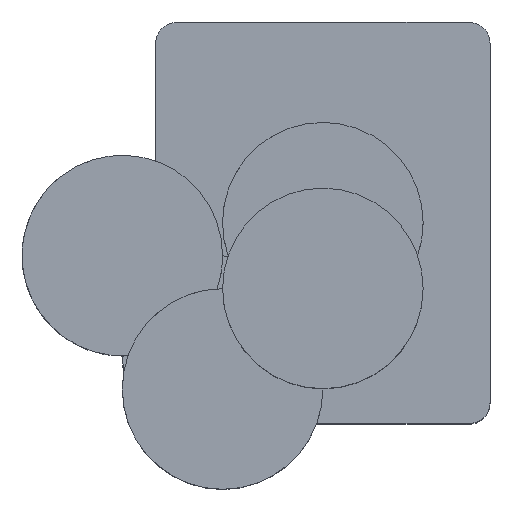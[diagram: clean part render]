
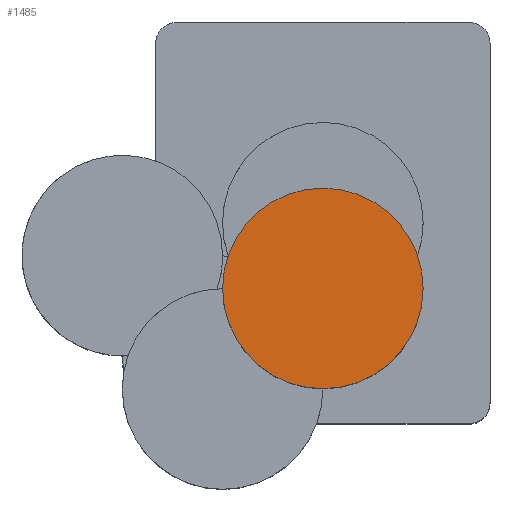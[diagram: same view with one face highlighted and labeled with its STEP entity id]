
A CAD part, top view. The second image highlights one B-rep face of the part: STEP entity #1485.
In plain terms, the highlighted planar face has unit normal (0, 0, 1).
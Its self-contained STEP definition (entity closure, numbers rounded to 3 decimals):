
#1367 = CYLINDRICAL_SURFACE('',#1368,2.4);
#1368 = AXIS2_PLACEMENT_3D('',#1369,#1370,#1371);
#1369 = CARTESIAN_POINT('',(0.,-1.6,20.8));
#1370 = DIRECTION('',(-0.,-0.,-1.));
#1371 = DIRECTION('',(1.,0.,0.));
#1434 = VERTEX_POINT('',#1435);
#1435 = CARTESIAN_POINT('',(2.4,-1.6,24.8));
#1456 = EDGE_CURVE('',#1434,#1434,#1457,.T.);
#1457 = SURFACE_CURVE('',#1458,(#1463,#1470),.PCURVE_S1.);
#1458 = CIRCLE('',#1459,2.4);
#1459 = AXIS2_PLACEMENT_3D('',#1460,#1461,#1462);
#1460 = CARTESIAN_POINT('',(0.,-1.6,24.8));
#1461 = DIRECTION('',(0.,0.,1.));
#1462 = DIRECTION('',(1.,0.,0.));
#1463 = PCURVE('',#1367,#1464);
#1464 = DEFINITIONAL_REPRESENTATION('',(#1465),#1469);
#1465 = LINE('',#1466,#1467);
#1466 = CARTESIAN_POINT('',(-0.,-4.));
#1467 = VECTOR('',#1468,1.);
#1468 = DIRECTION('',(-1.,0.));
#1469 = ( GEOMETRIC_REPRESENTATION_CONTEXT(2) 
PARAMETRIC_REPRESENTATION_CONTEXT() REPRESENTATION_CONTEXT('2D SPACE',''
  ) );
#1470 = PCURVE('',#1471,#1476);
#1471 = PLANE('',#1472);
#1472 = AXIS2_PLACEMENT_3D('',#1473,#1474,#1475);
#1473 = CARTESIAN_POINT('',(0.,-1.6,24.8));
#1474 = DIRECTION('',(0.,0.,1.));
#1475 = DIRECTION('',(1.,0.,-0.));
#1476 = DEFINITIONAL_REPRESENTATION('',(#1477),#1481);
#1477 = CIRCLE('',#1478,2.4);
#1478 = AXIS2_PLACEMENT_2D('',#1479,#1480);
#1479 = CARTESIAN_POINT('',(0.,0.));
#1480 = DIRECTION('',(1.,0.));
#1481 = ( GEOMETRIC_REPRESENTATION_CONTEXT(2) 
PARAMETRIC_REPRESENTATION_CONTEXT() REPRESENTATION_CONTEXT('2D SPACE',''
  ) );
#1485 = ADVANCED_FACE('',(#1486),#1471,.T.);
#1486 = FACE_BOUND('',#1487,.T.);
#1487 = EDGE_LOOP('',(#1488));
#1488 = ORIENTED_EDGE('',*,*,#1456,.T.);
